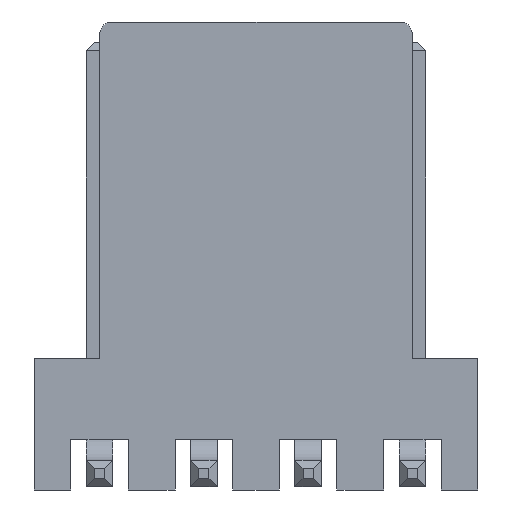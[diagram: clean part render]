
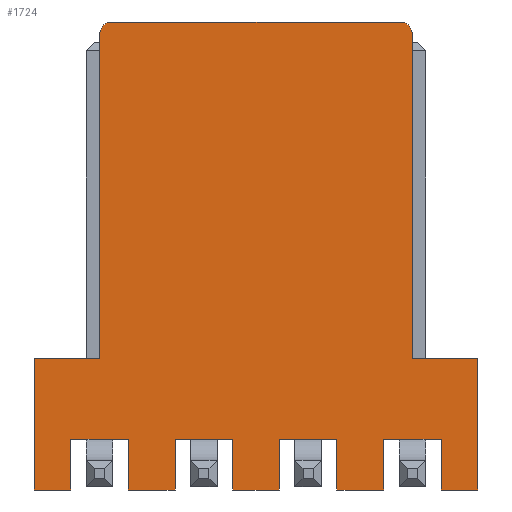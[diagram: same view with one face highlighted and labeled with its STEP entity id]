
A CAD part, left-side view. The second image highlights one B-rep face of the part: STEP entity #1724.
In plain terms, the highlighted planar face has unit normal (-1, 0, 0).
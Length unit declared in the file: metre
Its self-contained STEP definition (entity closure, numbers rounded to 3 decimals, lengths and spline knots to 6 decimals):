
#45=CIRCLE('',#1902,0.0003);
#46=CIRCLE('',#1903,0.0003);
#403=ORIENTED_EDGE('',*,*,#719,.T.);
#404=ORIENTED_EDGE('',*,*,#720,.T.);
#405=ORIENTED_EDGE('',*,*,#721,.F.);
#406=ORIENTED_EDGE('',*,*,#711,.F.);
#407=ORIENTED_EDGE('',*,*,#722,.F.);
#408=ORIENTED_EDGE('',*,*,#723,.T.);
#409=ORIENTED_EDGE('',*,*,#724,.T.);
#410=ORIENTED_EDGE('',*,*,#725,.T.);
#411=ORIENTED_EDGE('',*,*,#726,.F.);
#412=ORIENTED_EDGE('',*,*,#695,.T.);
#413=ORIENTED_EDGE('',*,*,#727,.T.);
#414=ORIENTED_EDGE('',*,*,#728,.T.);
#415=ORIENTED_EDGE('',*,*,#729,.F.);
#416=ORIENTED_EDGE('',*,*,#699,.T.);
#417=ORIENTED_EDGE('',*,*,#730,.T.);
#418=ORIENTED_EDGE('',*,*,#731,.T.);
#419=ORIENTED_EDGE('',*,*,#732,.F.);
#420=ORIENTED_EDGE('',*,*,#703,.T.);
#421=ORIENTED_EDGE('',*,*,#733,.T.);
#422=ORIENTED_EDGE('',*,*,#734,.T.);
#423=ORIENTED_EDGE('',*,*,#735,.F.);
#424=ORIENTED_EDGE('',*,*,#707,.T.);
#425=ORIENTED_EDGE('',*,*,#736,.T.);
#426=ORIENTED_EDGE('',*,*,#715,.F.);
#427=ORIENTED_EDGE('',*,*,#737,.T.);
#428=ORIENTED_EDGE('',*,*,#738,.T.);
#695=EDGE_CURVE('',#869,#870,#1065,.T.);
#699=EDGE_CURVE('',#873,#874,#1069,.T.);
#703=EDGE_CURVE('',#877,#878,#1073,.T.);
#707=EDGE_CURVE('',#881,#882,#1077,.T.);
#711=EDGE_CURVE('',#885,#886,#1081,.T.);
#715=EDGE_CURVE('',#889,#890,#1085,.T.);
#719=EDGE_CURVE('',#893,#894,#1089,.T.);
#720=EDGE_CURVE('',#894,#895,#45,.F.);
#721=EDGE_CURVE('',#886,#895,#1090,.T.);
#722=EDGE_CURVE('',#896,#885,#1091,.T.);
#723=EDGE_CURVE('',#896,#897,#1092,.T.);
#724=EDGE_CURVE('',#897,#898,#1093,.T.);
#725=EDGE_CURVE('',#898,#899,#1094,.T.);
#726=EDGE_CURVE('',#869,#899,#1095,.T.);
#727=EDGE_CURVE('',#870,#900,#1096,.T.);
#728=EDGE_CURVE('',#900,#901,#1097,.T.);
#729=EDGE_CURVE('',#873,#901,#1098,.T.);
#730=EDGE_CURVE('',#874,#902,#1099,.T.);
#731=EDGE_CURVE('',#902,#903,#1100,.T.);
#732=EDGE_CURVE('',#877,#903,#1101,.T.);
#733=EDGE_CURVE('',#878,#904,#1102,.T.);
#734=EDGE_CURVE('',#904,#905,#1103,.T.);
#735=EDGE_CURVE('',#881,#905,#1104,.T.);
#736=EDGE_CURVE('',#882,#890,#1105,.T.);
#737=EDGE_CURVE('',#889,#906,#1106,.T.);
#738=EDGE_CURVE('',#906,#893,#46,.F.);
#869=VERTEX_POINT('',#2731);
#870=VERTEX_POINT('',#2732);
#873=VERTEX_POINT('',#2740);
#874=VERTEX_POINT('',#2741);
#877=VERTEX_POINT('',#2749);
#878=VERTEX_POINT('',#2750);
#881=VERTEX_POINT('',#2758);
#882=VERTEX_POINT('',#2759);
#885=VERTEX_POINT('',#2767);
#886=VERTEX_POINT('',#2768);
#889=VERTEX_POINT('',#2774);
#890=VERTEX_POINT('',#2776);
#893=VERTEX_POINT('',#2784);
#894=VERTEX_POINT('',#2785);
#895=VERTEX_POINT('',#2787);
#896=VERTEX_POINT('',#2790);
#897=VERTEX_POINT('',#2792);
#898=VERTEX_POINT('',#2794);
#899=VERTEX_POINT('',#2796);
#900=VERTEX_POINT('',#2799);
#901=VERTEX_POINT('',#2801);
#902=VERTEX_POINT('',#2804);
#903=VERTEX_POINT('',#2806);
#904=VERTEX_POINT('',#2809);
#905=VERTEX_POINT('',#2811);
#906=VERTEX_POINT('',#2815);
#1065=LINE('',#2730,#1283);
#1069=LINE('',#2739,#1287);
#1073=LINE('',#2748,#1291);
#1077=LINE('',#2757,#1295);
#1081=LINE('',#2766,#1299);
#1085=LINE('',#2775,#1303);
#1089=LINE('',#2783,#1307);
#1090=LINE('',#2788,#1308);
#1091=LINE('',#2789,#1309);
#1092=LINE('',#2791,#1310);
#1093=LINE('',#2793,#1311);
#1094=LINE('',#2795,#1312);
#1095=LINE('',#2797,#1313);
#1096=LINE('',#2798,#1314);
#1097=LINE('',#2800,#1315);
#1098=LINE('',#2802,#1316);
#1099=LINE('',#2803,#1317);
#1100=LINE('',#2805,#1318);
#1101=LINE('',#2807,#1319);
#1102=LINE('',#2808,#1320);
#1103=LINE('',#2810,#1321);
#1104=LINE('',#2812,#1322);
#1105=LINE('',#2813,#1323);
#1106=LINE('',#2814,#1324);
#1283=VECTOR('',#2260,1.);
#1287=VECTOR('',#2266,1.);
#1291=VECTOR('',#2272,1.);
#1295=VECTOR('',#2278,1.);
#1299=VECTOR('',#2284,1.);
#1303=VECTOR('',#2288,1.);
#1307=VECTOR('',#2294,1.);
#1308=VECTOR('',#2297,1.);
#1309=VECTOR('',#2298,1.);
#1310=VECTOR('',#2299,1.);
#1311=VECTOR('',#2300,1.);
#1312=VECTOR('',#2301,1.);
#1313=VECTOR('',#2302,1.);
#1314=VECTOR('',#2303,1.);
#1315=VECTOR('',#2304,1.);
#1316=VECTOR('',#2305,1.);
#1317=VECTOR('',#2306,1.);
#1318=VECTOR('',#2307,1.);
#1319=VECTOR('',#2308,1.);
#1320=VECTOR('',#2309,1.);
#1321=VECTOR('',#2310,1.);
#1322=VECTOR('',#2311,1.);
#1323=VECTOR('',#2312,1.);
#1324=VECTOR('',#2313,1.);
#1434=EDGE_LOOP('',(#403,#404,#405,#406,#407,#408,#409,#410,#411,#412,#413,
#414,#415,#416,#417,#418,#419,#420,#421,#422,#423,#424,#425,#426,#427,#428));
#1534=FACE_BOUND('',#1434,.T.);
#1626=PLANE('',#1901);
#1724=ADVANCED_FACE('',(#1534),#1626,.F.);
#1901=AXIS2_PLACEMENT_3D('',#2782,#2292,#2293);
#1902=AXIS2_PLACEMENT_3D('',#2786,#2295,#2296);
#1903=AXIS2_PLACEMENT_3D('',#2816,#2314,#2315);
#2260=DIRECTION('',(0.,-1.,0.));
#2266=DIRECTION('',(0.,-1.,0.));
#2272=DIRECTION('',(0.,-1.,0.));
#2278=DIRECTION('',(0.,-1.,0.));
#2284=DIRECTION('',(0.,-1.,0.));
#2288=DIRECTION('',(0.,-1.,0.));
#2292=DIRECTION('',(1.,0.,0.));
#2293=DIRECTION('',(0.,0.,-1.));
#2294=DIRECTION('',(0.,1.,0.));
#2295=DIRECTION('',(1.,0.,0.));
#2296=DIRECTION('',(0.,0.,-1.));
#2297=DIRECTION('',(0.,0.,1.));
#2298=DIRECTION('',(0.,0.,1.));
#2299=DIRECTION('',(0.,-1.,0.));
#2300=DIRECTION('',(0.,0.,1.));
#2301=DIRECTION('',(0.,-1.,0.));
#2302=DIRECTION('',(0.,0.,1.));
#2303=DIRECTION('',(0.,0.,1.));
#2304=DIRECTION('',(0.,-1.,0.));
#2305=DIRECTION('',(0.,0.,1.));
#2306=DIRECTION('',(0.,0.,1.));
#2307=DIRECTION('',(0.,-1.,0.));
#2308=DIRECTION('',(0.,0.,1.));
#2309=DIRECTION('',(0.,0.,1.));
#2310=DIRECTION('',(0.,-1.,0.));
#2311=DIRECTION('',(0.,0.,1.));
#2312=DIRECTION('',(0.,0.,1.));
#2313=DIRECTION('',(0.,0.,1.));
#2314=DIRECTION('',(1.,0.,0.));
#2315=DIRECTION('',(0.,0.,-1.));
#2730=CARTESIAN_POINT('',(0.,0.0054,0.));
#2731=CARTESIAN_POINT('',(0.,0.00311,0.));
#2732=CARTESIAN_POINT('',(0.,0.00197,0.));
#2739=CARTESIAN_POINT('',(0.,0.0054,0.));
#2740=CARTESIAN_POINT('',(0.,0.00057,0.));
#2741=CARTESIAN_POINT('',(0.,-0.00057,0.));
#2748=CARTESIAN_POINT('',(0.,0.0054,0.));
#2749=CARTESIAN_POINT('',(0.,-0.00197,0.));
#2750=CARTESIAN_POINT('',(0.,-0.00311,0.));
#2757=CARTESIAN_POINT('',(0.,0.0054,0.));
#2758=CARTESIAN_POINT('',(0.,-0.00451,0.));
#2759=CARTESIAN_POINT('',(0.,-0.0054,0.));
#2766=CARTESIAN_POINT('',(0.,0.0054,0.0032));
#2767=CARTESIAN_POINT('',(0.,0.0054,0.0032));
#2768=CARTESIAN_POINT('',(0.,0.00381,0.0032));
#2774=CARTESIAN_POINT('',(0.,-0.00381,0.0032));
#2775=CARTESIAN_POINT('',(0.,0.0054,0.0032));
#2776=CARTESIAN_POINT('',(0.,-0.0054,0.0032));
#2782=CARTESIAN_POINT('',(0.,0.0054,0.0016));
#2783=CARTESIAN_POINT('',(0.,-0.00381,0.0114));
#2784=CARTESIAN_POINT('',(0.,-0.00351,0.0114));
#2785=CARTESIAN_POINT('',(0.,0.00351,0.0114));
#2786=CARTESIAN_POINT('',(0.,0.00351,0.0111));
#2787=CARTESIAN_POINT('',(0.,0.00381,0.0111));
#2788=CARTESIAN_POINT('',(0.,0.00381,0.0073));
#2789=CARTESIAN_POINT('',(0.,0.0054,0.0016));
#2790=CARTESIAN_POINT('',(0.,0.0054,0.));
#2791=CARTESIAN_POINT('',(0.,0.0054,0.));
#2792=CARTESIAN_POINT('',(0.,0.00451,0.));
#2793=CARTESIAN_POINT('',(0.,0.00451,0.0016));
#2794=CARTESIAN_POINT('',(0.,0.00451,0.00124));
#2795=CARTESIAN_POINT('',(0.,0.0054,0.00124));
#2796=CARTESIAN_POINT('',(0.,0.00311,0.00124));
#2797=CARTESIAN_POINT('',(0.,0.00311,0.0016));
#2798=CARTESIAN_POINT('',(0.,0.00197,0.0016));
#2799=CARTESIAN_POINT('',(0.,0.00197,0.00124));
#2800=CARTESIAN_POINT('',(0.,0.0054,0.00124));
#2801=CARTESIAN_POINT('',(0.,0.00057,0.00124));
#2802=CARTESIAN_POINT('',(0.,0.00057,0.0016));
#2803=CARTESIAN_POINT('',(0.,-0.00057,0.0016));
#2804=CARTESIAN_POINT('',(0.,-0.00057,0.00124));
#2805=CARTESIAN_POINT('',(0.,0.0054,0.00124));
#2806=CARTESIAN_POINT('',(0.,-0.00197,0.00124));
#2807=CARTESIAN_POINT('',(0.,-0.00197,0.0016));
#2808=CARTESIAN_POINT('',(0.,-0.00311,0.0016));
#2809=CARTESIAN_POINT('',(0.,-0.00311,0.00124));
#2810=CARTESIAN_POINT('',(0.,0.0054,0.00124));
#2811=CARTESIAN_POINT('',(0.,-0.00451,0.00124));
#2812=CARTESIAN_POINT('',(0.,-0.00451,0.0016));
#2813=CARTESIAN_POINT('',(0.,-0.0054,0.0016));
#2814=CARTESIAN_POINT('',(0.,-0.00381,0.0073));
#2815=CARTESIAN_POINT('',(0.,-0.00381,0.0111));
#2816=CARTESIAN_POINT('',(0.,-0.00351,0.0111));
